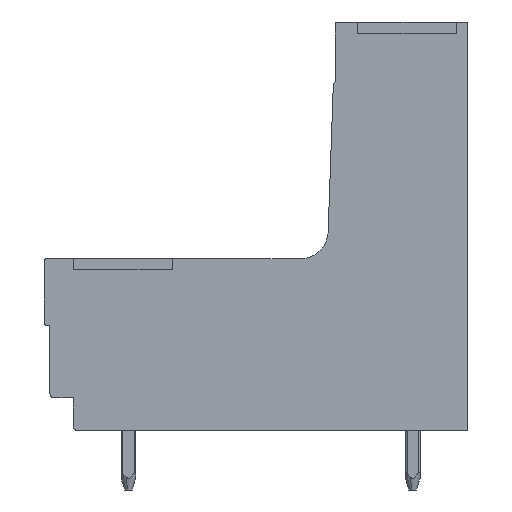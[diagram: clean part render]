
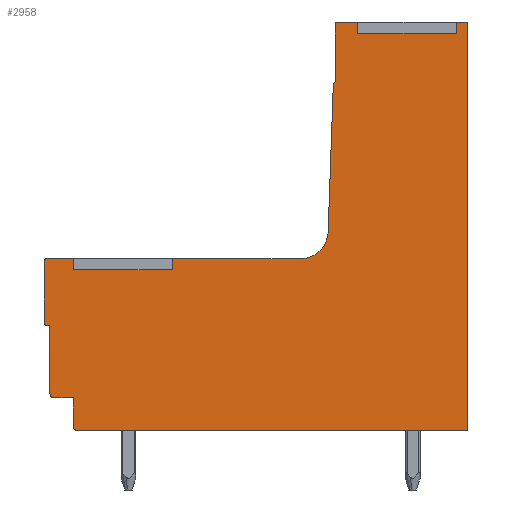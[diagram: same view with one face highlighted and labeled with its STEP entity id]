
A CAD part, left-side view. The second image highlights one B-rep face of the part: STEP entity #2958.
In plain terms, the highlighted planar face has unit normal (-1, 0, 0).
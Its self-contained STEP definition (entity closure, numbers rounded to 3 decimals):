
#2801=AXIS2_PLACEMENT_3D('Plane Axis2P3D',#2798,#2799,#2800) ;
#2812=AXIS2_PLACEMENT_3D('Circle Axis2P3D',#2810,#2811,$) ;
#2826=AXIS2_PLACEMENT_3D('Circle Axis2P3D',#2824,#2825,$) ;
#2840=AXIS2_PLACEMENT_3D('Circle Axis2P3D',#2838,#2839,$) ;
#2859=AXIS2_PLACEMENT_3D('Circle Axis2P3D',#2857,#2858,$) ;
#2873=AXIS2_PLACEMENT_3D('Circle Axis2P3D',#2871,#2872,$) ;
#2894=AXIS2_PLACEMENT_3D('Circle Axis2P3D',#2892,#2893,$) ;
#2915=AXIS2_PLACEMENT_3D('Circle Axis2P3D',#2913,#2914,$) ;
#36=CARTESIAN_POINT('Line Origine',(0.3,5.9,24.8)) ;
#40=CARTESIAN_POINT('Vertex',(0.3,5.9,25.1)) ;
#42=CARTESIAN_POINT('Vertex',(0.3,5.9,24.5)) ;
#76=CARTESIAN_POINT('Line Origine',(0.3,3.25,24.5)) ;
#80=CARTESIAN_POINT('Vertex',(0.3,0.6,24.5)) ;
#135=CARTESIAN_POINT('Vertex',(0.3,0.6,25.1)) ;
#155=CARTESIAN_POINT('Line Origine',(0.3,0.6,24.8)) ;
#172=CARTESIAN_POINT('Line Origine',(0.3,21.14,12.1)) ;
#176=CARTESIAN_POINT('Vertex',(0.3,21.14,12.4)) ;
#178=CARTESIAN_POINT('Vertex',(0.3,21.14,11.8)) ;
#212=CARTESIAN_POINT('Line Origine',(0.3,18.49,11.8)) ;
#216=CARTESIAN_POINT('Vertex',(0.3,15.84,11.8)) ;
#266=CARTESIAN_POINT('Vertex',(0.3,15.84,12.4)) ;
#286=CARTESIAN_POINT('Line Origine',(0.3,15.84,12.1)) ;
#356=CARTESIAN_POINT('Vertex',(0.3,0.,3.2)) ;
#359=CARTESIAN_POINT('Line Origine',(0.3,10.47,3.2)) ;
#363=CARTESIAN_POINT('Vertex',(0.3,20.94,3.2)) ;
#2798=CARTESIAN_POINT('Axis2P3D Location',(0.3,0.,0.)) ;
#2803=CARTESIAN_POINT('Line Origine',(0.3,6.45,25.1)) ;
#2807=CARTESIAN_POINT('Vertex',(0.3,7.,25.1)) ;
#2810=CARTESIAN_POINT('Axis2P3D Location',(0.3,7.,25.)) ;
#2814=CARTESIAN_POINT('Vertex',(0.3,7.1,25.)) ;
#2817=CARTESIAN_POINT('Line Origine',(0.3,7.1,23.45)) ;
#2821=CARTESIAN_POINT('Vertex',(0.3,7.1,21.9)) ;
#2824=CARTESIAN_POINT('Axis2P3D Location',(0.3,6.952,21.694)) ;
#2828=CARTESIAN_POINT('Vertex',(0.3,7.206,21.705)) ;
#2831=CARTESIAN_POINT('Line Origine',(0.3,7.343,17.776)) ;
#2835=CARTESIAN_POINT('Vertex',(0.3,7.48,13.848)) ;
#2838=CARTESIAN_POINT('Axis2P3D Location',(0.3,8.979,13.9)) ;
#2842=CARTESIAN_POINT('Vertex',(0.3,8.979,12.4)) ;
#2845=CARTESIAN_POINT('Line Origine',(0.3,12.41,12.4)) ;
#2850=CARTESIAN_POINT('Line Origine',(0.3,21.87,12.4)) ;
#2854=CARTESIAN_POINT('Vertex',(0.3,22.6,12.4)) ;
#2857=CARTESIAN_POINT('Axis2P3D Location',(0.3,22.6,12.3)) ;
#2861=CARTESIAN_POINT('Vertex',(0.3,22.7,12.3)) ;
#2864=CARTESIAN_POINT('Line Origine',(0.3,22.7,10.65)) ;
#2868=CARTESIAN_POINT('Vertex',(0.3,22.7,9.)) ;
#2871=CARTESIAN_POINT('Axis2P3D Location',(0.3,22.5,9.)) ;
#2875=CARTESIAN_POINT('Vertex',(0.3,22.5,8.8)) ;
#2878=CARTESIAN_POINT('Line Origine',(0.3,22.45,8.8)) ;
#2882=CARTESIAN_POINT('Vertex',(0.3,22.4,8.8)) ;
#2885=CARTESIAN_POINT('Line Origine',(0.3,22.4,6.975)) ;
#2889=CARTESIAN_POINT('Vertex',(0.3,22.4,5.15)) ;
#2892=CARTESIAN_POINT('Axis2P3D Location',(0.3,22.2,5.15)) ;
#2896=CARTESIAN_POINT('Vertex',(0.3,22.2,4.95)) ;
#2899=CARTESIAN_POINT('Line Origine',(0.3,21.67,4.95)) ;
#2903=CARTESIAN_POINT('Vertex',(0.3,21.14,4.95)) ;
#2906=CARTESIAN_POINT('Line Origine',(0.3,21.14,4.175)) ;
#2910=CARTESIAN_POINT('Vertex',(0.3,21.14,3.4)) ;
#2913=CARTESIAN_POINT('Axis2P3D Location',(0.3,20.94,3.4)) ;
#2918=CARTESIAN_POINT('Line Origine',(0.3,0.,14.15)) ;
#2922=CARTESIAN_POINT('Vertex',(0.3,0.,25.1)) ;
#2925=CARTESIAN_POINT('Line Origine',(0.3,0.3,25.1)) ;
#37=DIRECTION('Vector Direction',(0.,0.,1.)) ;
#77=DIRECTION('Vector Direction',(0.,1.,0.)) ;
#156=DIRECTION('Vector Direction',(0.,0.,-1.)) ;
#173=DIRECTION('Vector Direction',(0.,0.,1.)) ;
#213=DIRECTION('Vector Direction',(0.,1.,0.)) ;
#287=DIRECTION('Vector Direction',(0.,0.,-1.)) ;
#360=DIRECTION('Vector Direction',(0.,1.,0.)) ;
#2799=DIRECTION('Axis2P3D Direction',(-1.,0.,0.)) ;
#2800=DIRECTION('Axis2P3D XDirection',(0.,0.,1.)) ;
#2804=DIRECTION('Vector Direction',(0.,-1.,0.)) ;
#2811=DIRECTION('Axis2P3D Direction',(-1.,0.,0.)) ;
#2818=DIRECTION('Vector Direction',(0.,0.,1.)) ;
#2825=DIRECTION('Axis2P3D Direction',(-1.,0.,0.)) ;
#2832=DIRECTION('Vector Direction',(0.,-0.035,0.999)) ;
#2839=DIRECTION('Axis2P3D Direction',(-1.,0.,0.)) ;
#2846=DIRECTION('Vector Direction',(0.,-1.,0.)) ;
#2851=DIRECTION('Vector Direction',(0.,-1.,0.)) ;
#2858=DIRECTION('Axis2P3D Direction',(-1.,0.,0.)) ;
#2865=DIRECTION('Vector Direction',(0.,0.,1.)) ;
#2872=DIRECTION('Axis2P3D Direction',(-1.,0.,0.)) ;
#2879=DIRECTION('Vector Direction',(0.,1.,0.)) ;
#2886=DIRECTION('Vector Direction',(0.,0.,1.)) ;
#2893=DIRECTION('Axis2P3D Direction',(-1.,0.,0.)) ;
#2900=DIRECTION('Vector Direction',(0.,1.,0.)) ;
#2907=DIRECTION('Vector Direction',(0.,0.,1.)) ;
#2914=DIRECTION('Axis2P3D Direction',(-1.,0.,0.)) ;
#2919=DIRECTION('Vector Direction',(0.,0.,-1.)) ;
#2926=DIRECTION('Vector Direction',(0.,-1.,0.)) ;
#38=VECTOR('Line Direction',#37,1.) ;
#78=VECTOR('Line Direction',#77,1.) ;
#157=VECTOR('Line Direction',#156,1.) ;
#174=VECTOR('Line Direction',#173,1.) ;
#214=VECTOR('Line Direction',#213,1.) ;
#288=VECTOR('Line Direction',#287,1.) ;
#361=VECTOR('Line Direction',#360,1.) ;
#2805=VECTOR('Line Direction',#2804,1.) ;
#2819=VECTOR('Line Direction',#2818,1.) ;
#2833=VECTOR('Line Direction',#2832,1.) ;
#2847=VECTOR('Line Direction',#2846,1.) ;
#2852=VECTOR('Line Direction',#2851,1.) ;
#2866=VECTOR('Line Direction',#2865,1.) ;
#2880=VECTOR('Line Direction',#2879,1.) ;
#2887=VECTOR('Line Direction',#2886,1.) ;
#2901=VECTOR('Line Direction',#2900,1.) ;
#2908=VECTOR('Line Direction',#2907,1.) ;
#2920=VECTOR('Line Direction',#2919,1.) ;
#2927=VECTOR('Line Direction',#2926,1.) ;
#2931=ORIENTED_EDGE('',*,*,#2809,.T.) ;
#2932=ORIENTED_EDGE('',*,*,#2816,.T.) ;
#2933=ORIENTED_EDGE('',*,*,#2823,.T.) ;
#2934=ORIENTED_EDGE('',*,*,#2830,.T.) ;
#2935=ORIENTED_EDGE('',*,*,#2837,.T.) ;
#2936=ORIENTED_EDGE('',*,*,#2844,.T.) ;
#2937=ORIENTED_EDGE('',*,*,#2849,.T.) ;
#2938=ORIENTED_EDGE('',*,*,#290,.F.) ;
#2939=ORIENTED_EDGE('',*,*,#218,.F.) ;
#2940=ORIENTED_EDGE('',*,*,#180,.F.) ;
#2941=ORIENTED_EDGE('',*,*,#2856,.T.) ;
#2942=ORIENTED_EDGE('',*,*,#2863,.T.) ;
#2943=ORIENTED_EDGE('',*,*,#2870,.T.) ;
#2944=ORIENTED_EDGE('',*,*,#2877,.T.) ;
#2945=ORIENTED_EDGE('',*,*,#2884,.T.) ;
#2946=ORIENTED_EDGE('',*,*,#2891,.T.) ;
#2947=ORIENTED_EDGE('',*,*,#2898,.T.) ;
#2948=ORIENTED_EDGE('',*,*,#2905,.T.) ;
#2949=ORIENTED_EDGE('',*,*,#2912,.T.) ;
#2950=ORIENTED_EDGE('',*,*,#2917,.T.) ;
#2951=ORIENTED_EDGE('',*,*,#365,.T.) ;
#2952=ORIENTED_EDGE('',*,*,#2924,.T.) ;
#2953=ORIENTED_EDGE('',*,*,#2929,.T.) ;
#2954=ORIENTED_EDGE('',*,*,#159,.F.) ;
#2955=ORIENTED_EDGE('',*,*,#82,.F.) ;
#2956=ORIENTED_EDGE('',*,*,#44,.F.) ;
#2958=ADVANCED_FACE('HOUSING',(#2957),#2802,.T.) ;
#2813=CIRCLE('generated circle',#2812,0.1) ;
#2827=CIRCLE('generated circle',#2826,0.253) ;
#2841=CIRCLE('generated circle',#2840,1.5) ;
#2860=CIRCLE('generated circle',#2859,0.1) ;
#2874=CIRCLE('generated circle',#2873,0.2) ;
#2895=CIRCLE('generated circle',#2894,0.2) ;
#2916=CIRCLE('generated circle',#2915,0.2) ;
#44=EDGE_CURVE('',#41,#43,#39,.F.) ;
#82=EDGE_CURVE('',#43,#81,#79,.F.) ;
#159=EDGE_CURVE('',#81,#136,#158,.F.) ;
#180=EDGE_CURVE('',#177,#179,#175,.F.) ;
#218=EDGE_CURVE('',#179,#217,#215,.F.) ;
#290=EDGE_CURVE('',#217,#267,#289,.F.) ;
#365=EDGE_CURVE('',#364,#357,#362,.F.) ;
#2809=EDGE_CURVE('',#41,#2808,#2806,.F.) ;
#2816=EDGE_CURVE('',#2808,#2815,#2813,.T.) ;
#2823=EDGE_CURVE('',#2815,#2822,#2820,.F.) ;
#2830=EDGE_CURVE('',#2822,#2829,#2827,.T.) ;
#2837=EDGE_CURVE('',#2829,#2836,#2834,.F.) ;
#2844=EDGE_CURVE('',#2836,#2843,#2841,.F.) ;
#2849=EDGE_CURVE('',#2843,#267,#2848,.F.) ;
#2856=EDGE_CURVE('',#177,#2855,#2853,.F.) ;
#2863=EDGE_CURVE('',#2855,#2862,#2860,.T.) ;
#2870=EDGE_CURVE('',#2862,#2869,#2867,.F.) ;
#2877=EDGE_CURVE('',#2869,#2876,#2874,.T.) ;
#2884=EDGE_CURVE('',#2876,#2883,#2881,.F.) ;
#2891=EDGE_CURVE('',#2883,#2890,#2888,.F.) ;
#2898=EDGE_CURVE('',#2890,#2897,#2895,.T.) ;
#2905=EDGE_CURVE('',#2897,#2904,#2902,.F.) ;
#2912=EDGE_CURVE('',#2904,#2911,#2909,.F.) ;
#2917=EDGE_CURVE('',#2911,#364,#2916,.T.) ;
#2924=EDGE_CURVE('',#357,#2923,#2921,.F.) ;
#2929=EDGE_CURVE('',#2923,#136,#2928,.F.) ;
#2930=EDGE_LOOP('',(#2931,#2932,#2933,#2934,#2935,#2936,#2937,#2938,#2939,#2940,#2941,#2942,#2943,#2944,#2945,#2946,#2947,#2948,#2949,#2950,#2951,#2952,#2953,#2954,#2955,#2956)) ;
#2957=FACE_OUTER_BOUND('',#2930,.T.) ;
#39=LINE('Line',#36,#38) ;
#79=LINE('Line',#76,#78) ;
#158=LINE('Line',#155,#157) ;
#175=LINE('Line',#172,#174) ;
#215=LINE('Line',#212,#214) ;
#289=LINE('Line',#286,#288) ;
#362=LINE('Line',#359,#361) ;
#2806=LINE('Line',#2803,#2805) ;
#2820=LINE('Line',#2817,#2819) ;
#2834=LINE('Line',#2831,#2833) ;
#2848=LINE('Line',#2845,#2847) ;
#2853=LINE('Line',#2850,#2852) ;
#2867=LINE('Line',#2864,#2866) ;
#2881=LINE('Line',#2878,#2880) ;
#2888=LINE('Line',#2885,#2887) ;
#2902=LINE('Line',#2899,#2901) ;
#2909=LINE('Line',#2906,#2908) ;
#2921=LINE('Line',#2918,#2920) ;
#2928=LINE('Line',#2925,#2927) ;
#2802=PLANE('',#2801) ;
#41=VERTEX_POINT('',#40) ;
#43=VERTEX_POINT('',#42) ;
#81=VERTEX_POINT('',#80) ;
#136=VERTEX_POINT('',#135) ;
#177=VERTEX_POINT('',#176) ;
#179=VERTEX_POINT('',#178) ;
#217=VERTEX_POINT('',#216) ;
#267=VERTEX_POINT('',#266) ;
#357=VERTEX_POINT('',#356) ;
#364=VERTEX_POINT('',#363) ;
#2808=VERTEX_POINT('',#2807) ;
#2815=VERTEX_POINT('',#2814) ;
#2822=VERTEX_POINT('',#2821) ;
#2829=VERTEX_POINT('',#2828) ;
#2836=VERTEX_POINT('',#2835) ;
#2843=VERTEX_POINT('',#2842) ;
#2855=VERTEX_POINT('',#2854) ;
#2862=VERTEX_POINT('',#2861) ;
#2869=VERTEX_POINT('',#2868) ;
#2876=VERTEX_POINT('',#2875) ;
#2883=VERTEX_POINT('',#2882) ;
#2890=VERTEX_POINT('',#2889) ;
#2897=VERTEX_POINT('',#2896) ;
#2904=VERTEX_POINT('',#2903) ;
#2911=VERTEX_POINT('',#2910) ;
#2923=VERTEX_POINT('',#2922) ;
